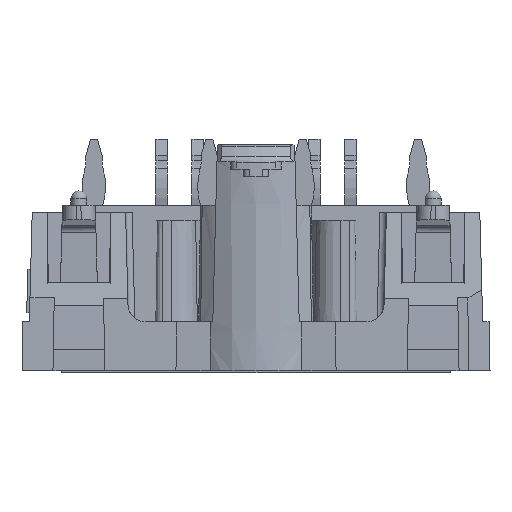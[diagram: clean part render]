
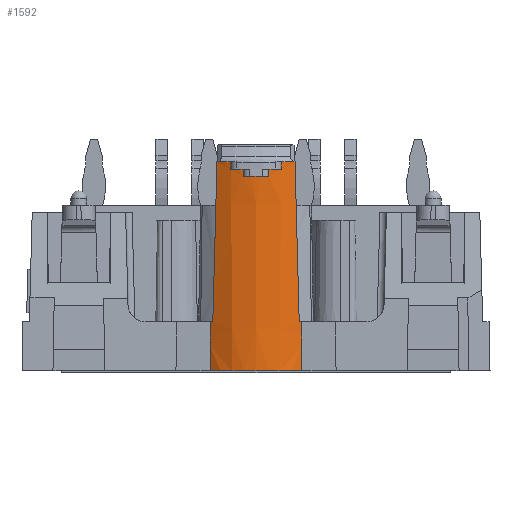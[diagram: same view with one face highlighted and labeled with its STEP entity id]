
A CAD part, left-side view. The second image highlights one B-rep face of the part: STEP entity #1592.
In plain terms, the highlighted conical face has half-angle 0.516 degrees and reference radius 5.5 mm.
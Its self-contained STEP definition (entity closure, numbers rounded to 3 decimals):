
#1592 = ADVANCED_FACE( '', ( #4234 ), #4235, .T. );
#4234 = FACE_OUTER_BOUND( '', #8056, .T. );
#4235 = CONICAL_SURFACE( '', #8057, 5.5, 0.009 );
#8056 = EDGE_LOOP( '', ( #12928, #12929, #12930, #12931, #12932, #12933, #12934, #12935, #12936, #12937, #12938, #12939, #12940, #12941, #12942, #12943 ) );
#8057 = AXIS2_PLACEMENT_3D( '', #12944, #12945, #12946 );
#12928 = ORIENTED_EDGE( '', *, *, #23808, .F. );
#12929 = ORIENTED_EDGE( '', *, *, #23809, .F. );
#12930 = ORIENTED_EDGE( '', *, *, #23810, .T. );
#12931 = ORIENTED_EDGE( '', *, *, #23811, .F. );
#12932 = ORIENTED_EDGE( '', *, *, #23812, .T. );
#12933 = ORIENTED_EDGE( '', *, *, #23813, .T. );
#12934 = ORIENTED_EDGE( '', *, *, #23814, .T. );
#12935 = ORIENTED_EDGE( '', *, *, #23815, .T. );
#12936 = ORIENTED_EDGE( '', *, *, #23816, .T. );
#12937 = ORIENTED_EDGE( '', *, *, #23817, .T. );
#12938 = ORIENTED_EDGE( '', *, *, #23661, .T. );
#12939 = ORIENTED_EDGE( '', *, *, #23818, .T. );
#12940 = ORIENTED_EDGE( '', *, *, #23819, .T. );
#12941 = ORIENTED_EDGE( '', *, *, #23820, .F. );
#12942 = ORIENTED_EDGE( '', *, *, #23821, .T. );
#12943 = ORIENTED_EDGE( '', *, *, #23822, .T. );
#12944 = CARTESIAN_POINT( '', ( -27.5, 0., -7.355 ) );
#12945 = DIRECTION( '', ( 0., 0., 1. ) );
#12946 = DIRECTION( '', ( -1., 0., 0. ) );
#23661 = EDGE_CURVE( '', #28751, #28749, #28752, .T. );
#23808 = EDGE_CURVE( '', #28999, #29000, #29001, .T. );
#23809 = EDGE_CURVE( '', #28149, #28999, #29002, .T. );
#23810 = EDGE_CURVE( '', #28149, #29003, #29004, .T. );
#23811 = EDGE_CURVE( '', #29005, #29003, #29006, .T. );
#23812 = EDGE_CURVE( '', #29005, #29007, #29008, .T. );
#23813 = EDGE_CURVE( '', #29007, #29009, #29010, .T. );
#23814 = EDGE_CURVE( '', #29009, #29011, #29012, .T. );
#23815 = EDGE_CURVE( '', #29011, #29013, #29014, .T. );
#23816 = EDGE_CURVE( '', #29013, #29015, #29016, .T. );
#23817 = EDGE_CURVE( '', #29015, #28751, #29017, .T. );
#23818 = EDGE_CURVE( '', #28749, #29018, #29019, .T. );
#23819 = EDGE_CURVE( '', #29018, #29020, #29021, .T. );
#23820 = EDGE_CURVE( '', #29022, #29020, #29023, .T. );
#23821 = EDGE_CURVE( '', #29022, #28163, #29024, .T. );
#23822 = EDGE_CURVE( '', #28163, #29000, #29025, .T. );
#28149 = VERTEX_POINT( '', #35049 );
#28163 = VERTEX_POINT( '', #35069 );
#28749 = VERTEX_POINT( '', #35910 );
#28751 = VERTEX_POINT( '', #35913 );
#28752 = CIRCLE( '', #35914, 5.595 );
#28999 = VERTEX_POINT( '', #36252 );
#29000 = VERTEX_POINT( '', #36253 );
#29001 = CIRCLE( '', #36254, 5.469 );
#29002 = ELLIPSE( '', #36255, 248.172, 3.71 );
#29003 = VERTEX_POINT( '', #36256 );
#29004 = CIRCLE( '', #36257, 5.5 );
#29005 = VERTEX_POINT( '', #36258 );
#29006 = ELLIPSE( '', #36259, 283.039, 6.957 );
#29007 = VERTEX_POINT( '', #36260 );
#29008 = CIRCLE( '', #36261, 5.6 );
#29009 = VERTEX_POINT( '', #36262 );
#29010 = LINE( '', #36263, #36264 );
#29011 = VERTEX_POINT( '', #36265 );
#29012 = CIRCLE( '', #36266, 5.595 );
#29013 = VERTEX_POINT( '', #36267 );
#29014 = LINE( '', #36268, #36269 );
#29015 = VERTEX_POINT( '', #36270 );
#29016 = CIRCLE( '', #36271, 5.591 );
#29017 = LINE( '', #36272, #36273 );
#29018 = VERTEX_POINT( '', #36274 );
#29019 = LINE( '', #36275, #36276 );
#29020 = VERTEX_POINT( '', #36277 );
#29021 = CIRCLE( '', #36278, 5.6 );
#29022 = VERTEX_POINT( '', #36279 );
#29023 = ELLIPSE( '', #36280, 283.039, 6.957 );
#29024 = CIRCLE( '', #36281, 5.5 );
#29025 = ELLIPSE( '', #36282, 248.172, 3.71 );
#35049 = CARTESIAN_POINT( '', ( -32., -3.162, -7.355 ) );
#35069 = CARTESIAN_POINT( '', ( -32., 3.162, -7.355 ) );
#35910 = CARTESIAN_POINT( '', ( -32.815, 1.75, 3.245 ) );
#35913 = CARTESIAN_POINT( '', ( -33.023, 0.9, 3.245 ) );
#35914 = AXIS2_PLACEMENT_3D( '', #44208, #44209, #44210 );
#36252 = CARTESIAN_POINT( '', ( -31.941, -3.193, -10.755 ) );
#36253 = CARTESIAN_POINT( '', ( -31.941, 3.193, -10.755 ) );
#36254 = AXIS2_PLACEMENT_3D( '', #44377, #44378, #44379 );
#36255 = AXIS2_PLACEMENT_3D( '', #44380, #44381, #44382 );
#36256 = CARTESIAN_POINT( '', ( -32.11, -3., -7.355 ) );
#36257 = AXIS2_PLACEMENT_3D( '', #44383, #44384, #44385 );
#36258 = CARTESIAN_POINT( '', ( -32.401, -2.709, 3.745 ) );
#36259 = AXIS2_PLACEMENT_3D( '', #44386, #44387, #44388 );
#36260 = CARTESIAN_POINT( '', ( -32.82, -1.75, 3.745 ) );
#36261 = AXIS2_PLACEMENT_3D( '', #44389, #44390, #44391 );
#36262 = CARTESIAN_POINT( '', ( -32.815, -1.75, 3.245 ) );
#36263 = CARTESIAN_POINT( '', ( -32.817, -1.75, 3.495 ) );
#36264 = VECTOR( '', #44392, 1000. );
#36265 = CARTESIAN_POINT( '', ( -33.023, -0.9, 3.245 ) );
#36266 = AXIS2_PLACEMENT_3D( '', #44393, #44394, #44395 );
#36267 = CARTESIAN_POINT( '', ( -33.018, -0.9, 2.745 ) );
#36268 = CARTESIAN_POINT( '', ( -33.02, -0.9, 2.995 ) );
#36269 = VECTOR( '', #44396, 1000. );
#36270 = CARTESIAN_POINT( '', ( -33.018, 0.9, 2.745 ) );
#36271 = AXIS2_PLACEMENT_3D( '', #44397, #44398, #44399 );
#36272 = CARTESIAN_POINT( '', ( -33.02, 0.9, 2.995 ) );
#36273 = VECTOR( '', #44400, 1000. );
#36274 = CARTESIAN_POINT( '', ( -32.82, 1.75, 3.745 ) );
#36275 = CARTESIAN_POINT( '', ( -32.817, 1.75, 3.495 ) );
#36276 = VECTOR( '', #44401, 1000. );
#36277 = CARTESIAN_POINT( '', ( -32.401, 2.709, 3.745 ) );
#36278 = AXIS2_PLACEMENT_3D( '', #44402, #44403, #44404 );
#36279 = CARTESIAN_POINT( '', ( -32.11, 3., -7.355 ) );
#36280 = AXIS2_PLACEMENT_3D( '', #44405, #44406, #44407 );
#36281 = AXIS2_PLACEMENT_3D( '', #44408, #44409, #44410 );
#36282 = AXIS2_PLACEMENT_3D( '', #44411, #44412, #44413 );
#44208 = CARTESIAN_POINT( '', ( -27.5, 0., 3.245 ) );
#44209 = DIRECTION( '', ( 0., 0., -1. ) );
#44210 = DIRECTION( '', ( -1., 0., 0. ) );
#44377 = CARTESIAN_POINT( '', ( -27.5, 0., -10.755 ) );
#44378 = DIRECTION( '', ( 0., 0., -1. ) );
#44379 = DIRECTION( '', ( 1., 0., 0. ) );
#44380 = CARTESIAN_POINT( '', ( -29.735, 0., -137.091 ) );
#44381 = DIRECTION( '', ( 1., 0., 0.017 ) );
#44382 = DIRECTION( '', ( -0.017, 0., 1. ) );
#44383 = CARTESIAN_POINT( '', ( -27.5, 0., -7.355 ) );
#44384 = DIRECTION( '', ( 0., 0., -1. ) );
#44385 = DIRECTION( '', ( -1., 0., 0. ) );
#44386 = CARTESIAN_POINT( '', ( -27.5, 2.549, 204.554 ) );
#44387 = DIRECTION( '', ( 0., -1., 0.026 ) );
#44388 = DIRECTION( '', ( 0., 0.026, 1. ) );
#44389 = CARTESIAN_POINT( '', ( -27.5, 0., 3.745 ) );
#44390 = DIRECTION( '', ( 0., 0., -1. ) );
#44391 = DIRECTION( '', ( -1., 0., 0. ) );
#44392 = DIRECTION( '', ( 0.009, 0., -1. ) );
#44393 = CARTESIAN_POINT( '', ( -27.5, 0., 3.245 ) );
#44394 = DIRECTION( '', ( 0., 0., -1. ) );
#44395 = DIRECTION( '', ( -1., 0., 0. ) );
#44396 = DIRECTION( '', ( 0.009, 0., -1. ) );
#44397 = CARTESIAN_POINT( '', ( -27.5, 0., 2.745 ) );
#44398 = DIRECTION( '', ( 0., 0., -1. ) );
#44399 = DIRECTION( '', ( -1., 0., 0. ) );
#44400 = DIRECTION( '', ( -0.009, 0., 1. ) );
#44401 = DIRECTION( '', ( -0.009, 0., 1. ) );
#44402 = CARTESIAN_POINT( '', ( -27.5, 0., 3.745 ) );
#44403 = DIRECTION( '', ( 0., 0., -1. ) );
#44404 = DIRECTION( '', ( -1., 0., 0. ) );
#44405 = CARTESIAN_POINT( '', ( -27.5, -2.549, 204.554 ) );
#44406 = DIRECTION( '', ( 0., 1., 0.026 ) );
#44407 = DIRECTION( '', ( 0., -0.026, 1. ) );
#44408 = CARTESIAN_POINT( '', ( -27.5, 0., -7.355 ) );
#44409 = DIRECTION( '', ( 0., 0., -1. ) );
#44410 = DIRECTION( '', ( -1., 0., 0. ) );
#44411 = CARTESIAN_POINT( '', ( -29.735, 0., -137.091 ) );
#44412 = DIRECTION( '', ( -1., 0., -0.017 ) );
#44413 = DIRECTION( '', ( -0.017, 0., 1. ) );
